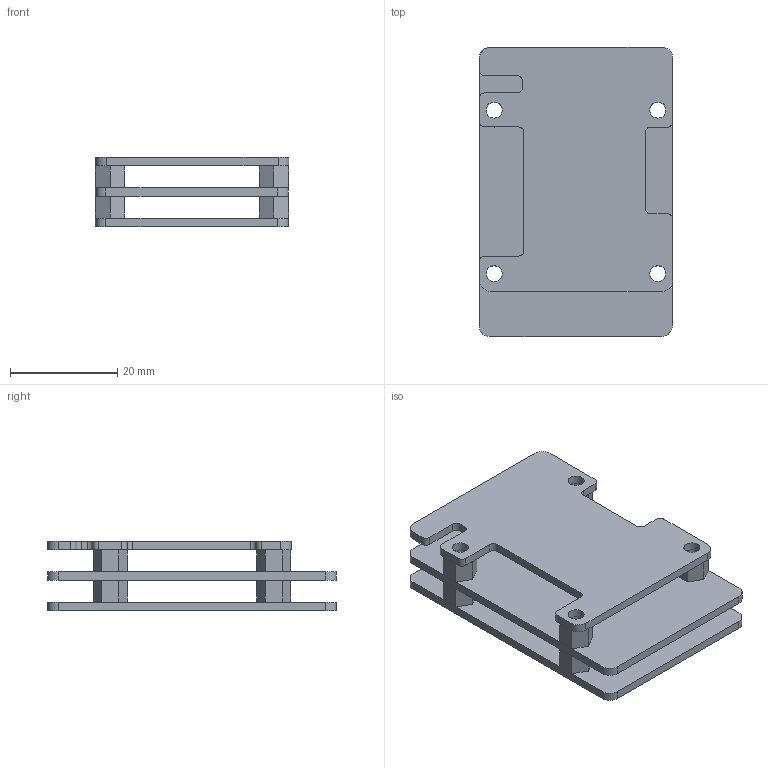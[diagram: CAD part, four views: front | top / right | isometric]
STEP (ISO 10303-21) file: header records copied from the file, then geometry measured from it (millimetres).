
FILE_DESCRIPTION (( 'STEP AP214' ), '1' );
FILE_NAME ('项脲蝽暑眚痤腚屦.STEP', '2025-03-30T14:19:16', ( '' ), ( '' ), 'SwSTEP 2.0', 'SolidWorks 2020', '' );
FILE_SCHEMA (( 'AUTOMOTIVE_DESIGN' ));
Length unit declared in the file: millimetre
Products named in the file (6): 项脲蝽暑眚痤腚屦; PCBHolder.STEP; FCBoard2.STEP; 项脲蝽暑眚痤腚屦.STEP; FCBoard1.STEP; FCBoard3.STEP
Assembly tree (12 placements, depth 3):
  项脲蝽暑眚痤腚屦
    项脲蝽暑眚痤腚屦.STEP
      FCBoard1.STEP
      FCBoard2.STEP
      FCBoard3.STEP
      PCBHolder.STEP  x8
Bounding box: 36.2 x 54 x 13 mm (x, y, z)
Volume: 8854.4 mm3; surface area: 12586.7 mm2
Topology: 11 solids, 11 shells, 158 faces, 408 edges, 272 vertices
Faces by surface type: plane 94, cylinder 64
Entity records: 3156 total; most frequent: DIRECTION 548, CARTESIAN_POINT 504, ORIENTED_EDGE 480, EDGE_CURVE 240, AXIS2_PLACEMENT_3D 204, VERTEX_POINT 160, VECTOR 140, LINE 140
